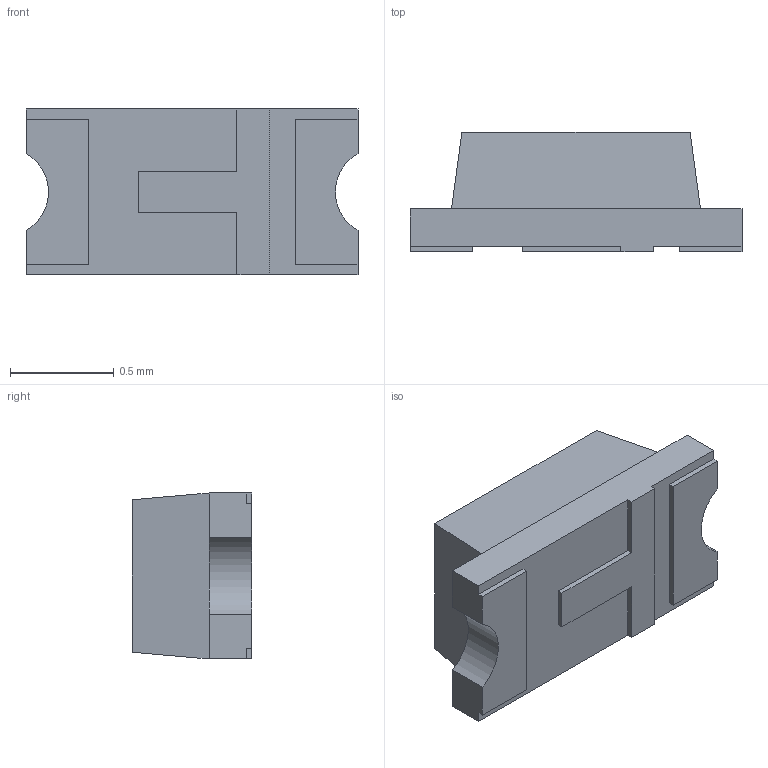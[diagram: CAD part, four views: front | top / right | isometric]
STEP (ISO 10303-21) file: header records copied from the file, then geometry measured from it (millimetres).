
FILE_DESCRIPTION (( 'STEP AP214' ), '1' );
FILE_NAME ('LSM0603XXXV.STEP', '2018-06-19T20:29:47', ( 'skyadmin' ), ( 'Microsoft' ), 'SwSTEP 2.0', 'SolidWorks 2018', '' );
FILE_SCHEMA (( 'AUTOMOTIVE_DESIGN' ));
Length unit declared in the file: millimetre
Products named in the file (1): LSM0603XXXV
Bounding box: 1.6 x 0.58 x 0.8 mm (x, y, z)
Volume: 0.6 mm3; surface area: 4.8 mm2
Topology: 1 solids, 1 shells, 33 faces, 89 edges, 58 vertices
Faces by surface type: plane 30, cylinder 3
Entity records: 1370 total; most frequent: CARTESIAN_POINT 181, ORIENTED_EDGE 178, DIRECTION 163, EDGE_CURVE 89, VECTOR 83, LINE 83, VERTEX_POINT 58, AXIS2_PLACEMENT_3D 40
